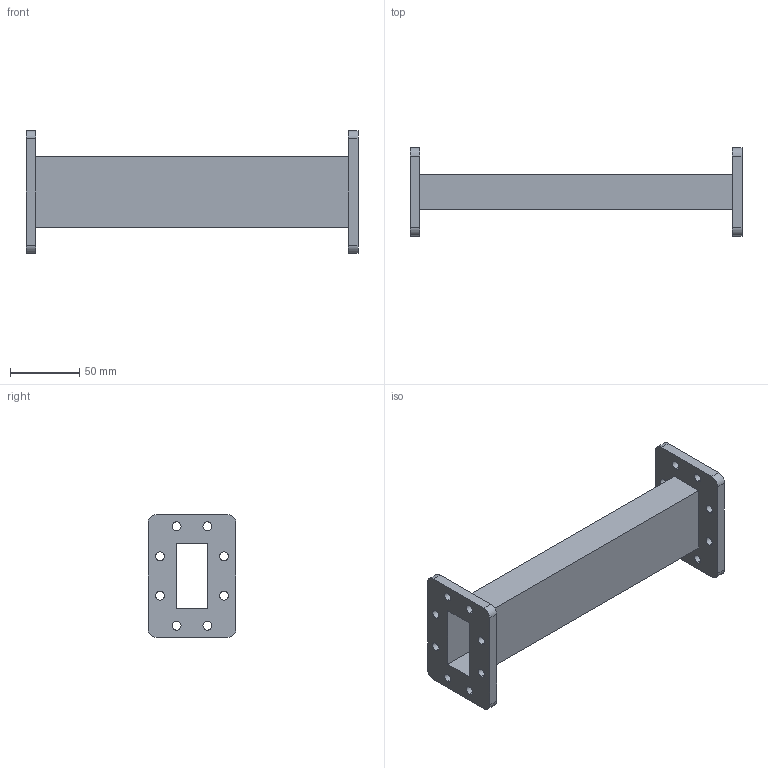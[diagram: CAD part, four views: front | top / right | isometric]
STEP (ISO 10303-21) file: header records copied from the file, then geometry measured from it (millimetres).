
FILE_DESCRIPTION (( 'STEP AP214' ), '1' );
FILE_NAME ('FMWAT1025-20_3D.step', '2024-08-22T16:52:51', ( '' ), ( '' ), 'SwSTEP 2.0', 'SolidWorks 2022', '' );
FILE_SCHEMA (( 'AUTOMOTIVE_DESIGN' ));
Length unit declared in the file: millimetre
Products named in the file (1): FMWAT1025-20_3D
Bounding box: 240 x 63.5 x 88.9 mm (x, y, z)
Volume: 113039.5 mm3; surface area: 90973.4 mm2
Topology: 1 solids, 1 shells, 60 faces, 168 edges, 112 vertices
Faces by surface type: cylinder 40, plane 20
Entity records: 2074 total; most frequent: DIRECTION 370, CARTESIAN_POINT 341, ORIENTED_EDGE 336, EDGE_CURVE 168, AXIS2_PLACEMENT_3D 141, VERTEX_POINT 112, EDGE_LOOP 96, VECTOR 88
